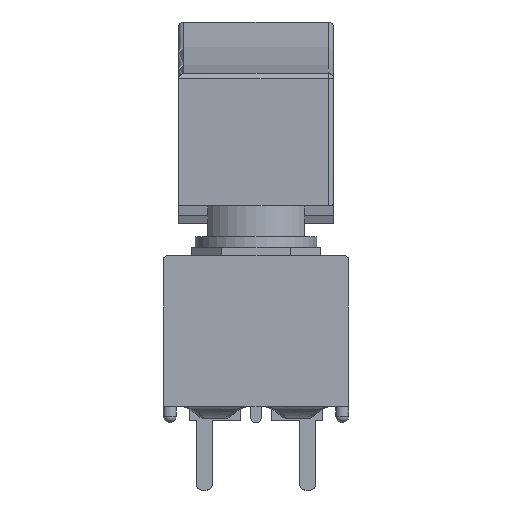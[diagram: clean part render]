
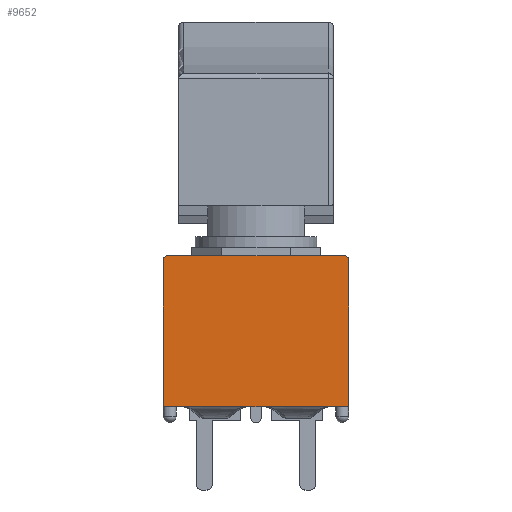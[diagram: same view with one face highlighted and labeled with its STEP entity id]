
A CAD part, left-side view. The second image highlights one B-rep face of the part: STEP entity #9652.
In plain terms, the highlighted planar face has unit normal (-1, 0, 0).
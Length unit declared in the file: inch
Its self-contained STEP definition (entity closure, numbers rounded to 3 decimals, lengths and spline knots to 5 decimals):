
#160=CARTESIAN_POINT('',(-0.16004,-0.125,0.29252));
#161=VERTEX_POINT('',#160);
#162=CARTESIAN_POINT('',(-0.16004,0.125,0.29252));
#163=VERTEX_POINT('',#162);
#164=CARTESIAN_POINT('',(-0.16004,-0.125,0.29252));
#165=DIRECTION('',(0.0,1.0,0.0));
#166=VECTOR('',#165,0.25);
#167=LINE('',#164,#166);
#168=EDGE_CURVE('',#161,#163,#167,.T.);
#582=CARTESIAN_POINT('',(-0.16004,0.17008,0.29252));
#583=VERTEX_POINT('',#582);
#590=CARTESIAN_POINT('',(-0.16004,0.125,0.29252));
#591=DIRECTION('',(0.0,1.0,0.0));
#592=VECTOR('',#591,0.04508);
#593=LINE('',#590,#592);
#594=EDGE_CURVE('',#163,#583,#593,.T.);
#605=CARTESIAN_POINT('',(-0.16004,-0.17008,0.29252));
#606=VERTEX_POINT('',#605);
#607=CARTESIAN_POINT('',(-0.16004,-0.17008,0.29252));
#608=DIRECTION('',(0.0,1.0,0.0));
#609=VECTOR('',#608,0.04508);
#610=LINE('',#607,#609);
#611=EDGE_CURVE('',#606,#161,#610,.T.);
#7772=CARTESIAN_POINT('',(-0.16004,0.17795,0.28858));
#7773=VERTEX_POINT('',#7772);
#7780=CARTESIAN_POINT('',(-0.16004,0.17008,0.28268));
#7781=DIRECTION('',(1.0,0.0,0.0));
#7782=DIRECTION('',(0.0,0.707,0.707));
#7783=AXIS2_PLACEMENT_3D('',#7780,#7781,#7782);
#7784=CIRCLE('',#7783,0.00984);
#7785=EDGE_CURVE('',#7773,#583,#7784,.T.);
#7853=CARTESIAN_POINT('',(-0.16004,-0.17795,0.28858));
#7854=VERTEX_POINT('',#7853);
#7855=CARTESIAN_POINT('',(-0.16004,-0.17008,0.28268));
#7856=DIRECTION('',(1.0,0.0,0.0));
#7857=DIRECTION('',(0.0,-0.707,0.707));
#7858=AXIS2_PLACEMENT_3D('',#7855,#7856,#7857);
#7859=CIRCLE('',#7858,0.00984);
#7860=EDGE_CURVE('',#606,#7854,#7859,.T.);
#8360=CARTESIAN_POINT('',(-0.16004,0.17992,0.28858));
#8361=VERTEX_POINT('',#8360);
#8368=CARTESIAN_POINT('',(-0.16004,0.17795,0.28858));
#8369=DIRECTION('',(0.0,1.0,0.0));
#8370=VECTOR('',#8369,0.00197);
#8371=LINE('',#8368,#8370);
#8372=EDGE_CURVE('',#7773,#8361,#8371,.T.);
#8383=CARTESIAN_POINT('',(-0.16004,-0.17992,0.28858));
#8384=VERTEX_POINT('',#8383);
#8385=CARTESIAN_POINT('',(-0.16004,-0.17992,0.28858));
#8386=DIRECTION('',(0.0,1.0,0.0));
#8387=VECTOR('',#8386,0.00197);
#8388=LINE('',#8385,#8387);
#8389=EDGE_CURVE('',#8384,#7854,#8388,.T.);
#8716=CARTESIAN_POINT('',(-0.16004,-0.16713,0.0));
#8717=VERTEX_POINT('',#8716);
#8806=CARTESIAN_POINT('',(-0.16004,0.16713,0.0));
#8807=VERTEX_POINT('',#8806);
#8856=CARTESIAN_POINT('',(-0.16004,-0.17992,0.0));
#8857=VERTEX_POINT('',#8856);
#8864=CARTESIAN_POINT('',(-0.16004,-0.17992,0.0));
#8865=DIRECTION('',(0.0,1.0,0.0));
#8866=VECTOR('',#8865,0.0128);
#8867=LINE('',#8864,#8866);
#8868=EDGE_CURVE('',#8857,#8717,#8867,.T.);
#8879=CARTESIAN_POINT('',(-0.16004,0.17992,0.0));
#8880=VERTEX_POINT('',#8879);
#8881=CARTESIAN_POINT('',(-0.16004,0.16713,0.0));
#8882=DIRECTION('',(0.0,1.0,0.0));
#8883=VECTOR('',#8882,0.0128);
#8884=LINE('',#8881,#8883);
#8885=EDGE_CURVE('',#8807,#8880,#8884,.T.);
#8964=CARTESIAN_POINT('',(-0.16004,-0.16713,0.0));
#8965=DIRECTION('',(0.0,1.0,0.0));
#8966=VECTOR('',#8965,0.33425);
#8967=LINE('',#8964,#8966);
#8968=EDGE_CURVE('',#8717,#8807,#8967,.T.);
#9428=CARTESIAN_POINT('',(-0.16004,-0.17992,0.0));
#9429=DIRECTION('',(0.0,0.0,1.0));
#9430=VECTOR('',#9429,0.28858);
#9431=LINE('',#9428,#9430);
#9432=EDGE_CURVE('',#8857,#8384,#9431,.T.);
#9628=CARTESIAN_POINT('',(-0.16004,-0.19791,-0.01463));
#9629=DIRECTION('',(-1.0,0.0,0.0));
#9630=DIRECTION('',(0.0,0.0,1.0));
#9631=AXIS2_PLACEMENT_3D('',#9628,#9629,#9630);
#9632=PLANE('',#9631);
#9633=ORIENTED_EDGE('',*,*,#8389,.T.);
#9634=ORIENTED_EDGE('',*,*,#7860,.F.);
#9635=ORIENTED_EDGE('',*,*,#611,.T.);
#9636=ORIENTED_EDGE('',*,*,#168,.T.);
#9637=ORIENTED_EDGE('',*,*,#594,.T.);
#9638=ORIENTED_EDGE('',*,*,#7785,.F.);
#9639=ORIENTED_EDGE('',*,*,#8372,.T.);
#9640=CARTESIAN_POINT('',(-0.16004,0.17992,0.0));
#9641=DIRECTION('',(0.0,0.0,1.0));
#9642=VECTOR('',#9641,0.28858);
#9643=LINE('',#9640,#9642);
#9644=EDGE_CURVE('',#8880,#8361,#9643,.T.);
#9645=ORIENTED_EDGE('',*,*,#9644,.F.);
#9646=ORIENTED_EDGE('',*,*,#8885,.F.);
#9647=ORIENTED_EDGE('',*,*,#8968,.F.);
#9648=ORIENTED_EDGE('',*,*,#8868,.F.);
#9649=ORIENTED_EDGE('',*,*,#9432,.T.);
#9650=EDGE_LOOP('',(#9633,#9634,#9635,#9636,#9637,#9638,#9639,#9645,#9646,#9647,#9648,#9649));
#9651=FACE_OUTER_BOUND('',#9650,.T.);
#9652=ADVANCED_FACE('',(#9651),#9632,.T.);
